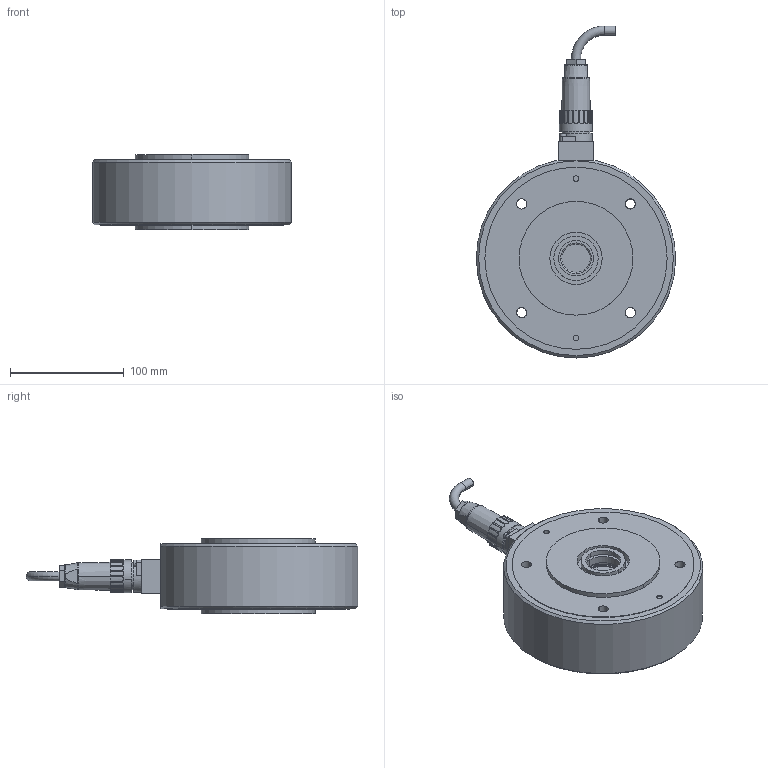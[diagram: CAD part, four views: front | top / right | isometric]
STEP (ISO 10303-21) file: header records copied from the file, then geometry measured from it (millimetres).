
FILE_DESCRIPTION((''),'2;1');
FILE_NAME('48744.stp','2007-09-06T08:43:34',(''),(''),'Mechanical Desktop 2007','Mechanical Desktop 2007',', , ');
FILE_SCHEMA(('CONFIG_CONTROL_DESIGN'));
Length unit declared in the file: millimetre
Products named in the file (32): L48744; L4914704; TEIL1AAA; L49024; TEIL1AAAA; L49015; ~TEIL1; B49027; TEIL1AA; L4340401; TEIL1; KABELDOSE_KUNSTST_7P_KPL; TEIL1A; TEIL2; TEIL3; FLANSCHSTECKER_KUNSTST_7PA; FLANSCHSTECKER_KUNSTST_7P; TEIL4; Kabeldose_Kunstst_7p_kpl|AVE_RENDER; Kabeldose_Kunstst_7p_kpl|AVE_GLOBAL; Kabeldose_Kunstst_7p_kpl|RM_SDB; I-6KT_SCHRAUBE_M6X50; I-6KT_SCHRAUBE_M6X50A; I-6KT_SCHRAUBE_M3X25; I-6KT_SCHRAUBE_M3X25A; SICHERUNGSRING_J52A; SICHERUNGSRING_J52; V_RING_V31A; V_RING_V32A; PENDELROLLENLAGER_22205; PENDELROLLENLAGER_22205A; RM_SDB
Assembly tree (44 placements, depth 4):
  L48744
    L4914704
      TEIL1AAA
    L49024
      TEIL1AAAA
    L49015
      ~TEIL1
    B49027
      TEIL1AA
    L4340401  x2
      TEIL1
    KABELDOSE_KUNSTST_7P_KPL
      TEIL1A
      TEIL2
      TEIL3
      FLANSCHSTECKER_KUNSTST_7PA
        FLANSCHSTECKER_KUNSTST_7P
      TEIL4
      Kabeldose_Kunstst_7p_kpl|AVE_RENDER  x8
      Kabeldose_Kunstst_7p_kpl|AVE_GLOBAL
      Kabeldose_Kunstst_7p_kpl|RM_SDB  x3
    I-6KT_SCHRAUBE_M6X50
      I-6KT_SCHRAUBE_M6X50A
    I-6KT_SCHRAUBE_M3X25  x2
      I-6KT_SCHRAUBE_M3X25A
    SICHERUNGSRING_J52A
      SICHERUNGSRING_J52
    V_RING_V31A
      V_RING_V32A
    PENDELROLLENLAGER_22205
      PENDELROLLENLAGER_22205A
    RM_SDB  x3
Bounding box: 174.96 x 291.5 x 66.4 mm (x, y, z)
Volume: 1355635.2 mm3; surface area: 265833.5 mm2
Topology: 17 solids, 17 shells, 377 faces, 1062 edges, 836 vertices
Faces by surface type: cylinder 215, plane 118, cone 22, torus 20, bspline 2
Entity records: 13526 total; most frequent: CARTESIAN_POINT 3689, DIRECTION 2118, ORIENTED_EDGE 1778, EDGE_CURVE 889, AXIS2_PLACEMENT_3D 830, VERTEX_POINT 601, VECTOR 458, LINE 458
